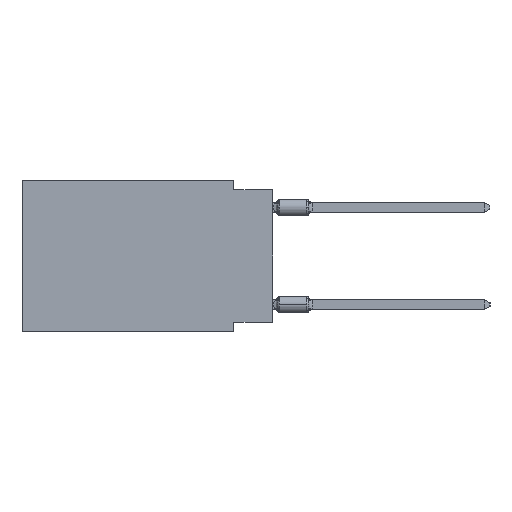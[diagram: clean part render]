
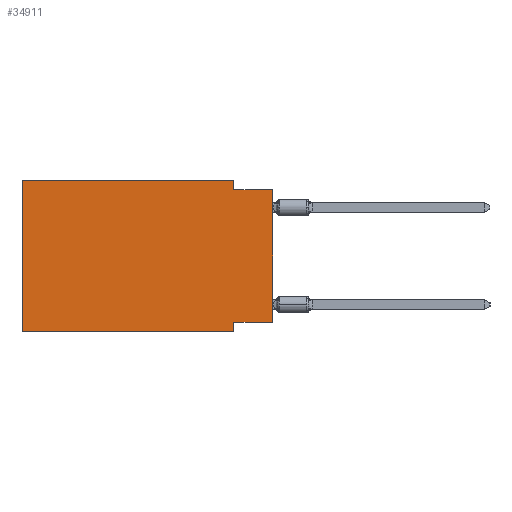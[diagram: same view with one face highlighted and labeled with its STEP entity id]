
A CAD part, left-side view. The second image highlights one B-rep face of the part: STEP entity #34911.
In plain terms, the highlighted planar face has unit normal (-1, 0, 0).
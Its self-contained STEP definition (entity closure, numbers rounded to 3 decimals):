
#1566 = VERTEX_POINT ( 'NONE', #6547 ) ;
#3046 = CARTESIAN_POINT ( 'NONE',  ( 0., 16.383, 0. ) ) ;
#3978 = LINE ( 'NONE', #15856, #30637 ) ;
#4178 = VECTOR ( 'NONE', #37500, 1000. ) ;
#4328 = DIRECTION ( 'NONE',  ( 0., -1., 0. ) ) ;
#6400 = ORIENTED_EDGE ( 'NONE', *, *, #37056, .F. ) ;
#6547 = CARTESIAN_POINT ( 'NONE',  ( 0., 16.383, 0. ) ) ;
#7197 = VECTOR ( 'NONE', #27475, 1000. ) ;
#8317 = LINE ( 'NONE', #8845, #45527 ) ;
#8759 = EDGE_CURVE ( 'NONE', #52077, #18671, #29322, .T. ) ;
#8845 = CARTESIAN_POINT ( 'NONE',  ( 0., 16.383, 0. ) ) ;
#9136 = VECTOR ( 'NONE', #20426, 1000. ) ;
#11056 = ORIENTED_EDGE ( 'NONE', *, *, #8759, .F. ) ;
#11147 = ORIENTED_EDGE ( 'NONE', *, *, #39756, .F. ) ;
#11366 = CARTESIAN_POINT ( 'NONE',  ( 0., 2.54, -9.906 ) ) ;
#11699 = FACE_OUTER_BOUND ( 'NONE', #42455, .T. ) ;
#11966 = DIRECTION ( 'NONE',  ( 0., 0., -1. ) ) ;
#14488 = CARTESIAN_POINT ( 'NONE',  ( 0., 2.54, -0.635 ) ) ;
#15000 = VERTEX_POINT ( 'NONE', #46505 ) ;
#15856 = CARTESIAN_POINT ( 'NONE',  ( 0., 2.54, 0. ) ) ;
#18671 = VERTEX_POINT ( 'NONE', #22092 ) ;
#19671 = DIRECTION ( 'NONE',  ( 0., 0., 1. ) ) ;
#19674 = ORIENTED_EDGE ( 'NONE', *, *, #46216, .T. ) ;
#19757 = VECTOR ( 'NONE', #43659, 1000. ) ;
#20045 = VERTEX_POINT ( 'NONE', #50143 ) ;
#20158 = LINE ( 'NONE', #24383, #9136 ) ;
#20426 = DIRECTION ( 'NONE',  ( 0., 1., 0. ) ) ;
#22092 = CARTESIAN_POINT ( 'NONE',  ( 0., 0., -0.635 ) ) ;
#23853 = PLANE ( 'NONE',  #52071 ) ;
#23994 = VERTEX_POINT ( 'NONE', #34258 ) ;
#24383 = CARTESIAN_POINT ( 'NONE',  ( 0., 0., -9.271 ) ) ;
#25004 = ORIENTED_EDGE ( 'NONE', *, *, #43869, .F. ) ;
#25115 = CARTESIAN_POINT ( 'NONE',  ( 0., 0., -0.635 ) ) ;
#25211 = CARTESIAN_POINT ( 'NONE',  ( 0., 2.54, -9.906 ) ) ;
#25751 = EDGE_CURVE ( 'NONE', #1566, #15000, #8317, .T. ) ;
#27475 = DIRECTION ( 'NONE',  ( 0., 0., -1. ) ) ;
#29322 = LINE ( 'NONE', #25115, #4178 ) ;
#29735 = VERTEX_POINT ( 'NONE', #41269 ) ;
#30637 = VECTOR ( 'NONE', #36700, 1000. ) ;
#32297 = CARTESIAN_POINT ( 'NONE',  ( 0., 16.383, -9.906 ) ) ;
#32573 = ORIENTED_EDGE ( 'NONE', *, *, #39706, .T. ) ;
#32832 = EDGE_CURVE ( 'NONE', #20045, #38473, #47812, .T. ) ;
#33020 = CARTESIAN_POINT ( 'NONE',  ( 0., 0., 0. ) ) ;
#34258 = CARTESIAN_POINT ( 'NONE',  ( 0., 16.383, -9.906 ) ) ;
#34567 = ORIENTED_EDGE ( 'NONE', *, *, #32832, .F. ) ;
#34911 = ADVANCED_FACE ( 'NONE', ( #11699 ), #23853, .F. ) ;
#35251 = VECTOR ( 'NONE', #4328, 1000. ) ;
#36700 = DIRECTION ( 'NONE',  ( 0., 0., -1. ) ) ;
#37056 = EDGE_CURVE ( 'NONE', #23994, #1566, #48194, .T. ) ;
#37500 = DIRECTION ( 'NONE',  ( 0., -1., 0. ) ) ;
#38473 = VERTEX_POINT ( 'NONE', #25211 ) ;
#38797 = ORIENTED_EDGE ( 'NONE', *, *, #25751, .F. ) ;
#39706 = EDGE_CURVE ( 'NONE', #23994, #38473, #47896, .T. ) ;
#39756 = EDGE_CURVE ( 'NONE', #29735, #20045, #20158, .T. ) ;
#39946 = CARTESIAN_POINT ( 'NONE',  ( 0., 16.383, 0. ) ) ;
#40539 = DIRECTION ( 'NONE',  ( 0., -1., 0. ) ) ;
#41194 = LINE ( 'NONE', #33020, #19757 ) ;
#41269 = CARTESIAN_POINT ( 'NONE',  ( 0., 0., -9.271 ) ) ;
#42455 = EDGE_LOOP ( 'NONE', ( #19674, #11056, #25004, #38797, #6400, #32573, #34567, #11147 ) ) ;
#43659 = DIRECTION ( 'NONE',  ( 0., 0., 1. ) ) ;
#43869 = EDGE_CURVE ( 'NONE', #15000, #52077, #3978, .T. ) ;
#45527 = VECTOR ( 'NONE', #40539, 1000. ) ;
#46216 = EDGE_CURVE ( 'NONE', #29735, #18671, #41194, .T. ) ;
#46505 = CARTESIAN_POINT ( 'NONE',  ( 0., 2.54, 0. ) ) ;
#47812 = LINE ( 'NONE', #11366, #7197 ) ;
#47896 = LINE ( 'NONE', #32297, #35251 ) ;
#48151 = DIRECTION ( 'NONE',  ( 1., 0., 0. ) ) ;
#48194 = LINE ( 'NONE', #3046, #48709 ) ;
#48709 = VECTOR ( 'NONE', #19671, 1000. ) ;
#50143 = CARTESIAN_POINT ( 'NONE',  ( 0., 2.54, -9.271 ) ) ;
#52071 = AXIS2_PLACEMENT_3D ( 'NONE', #39946, #48151, #11966 ) ;
#52077 = VERTEX_POINT ( 'NONE', #14488 ) ;
